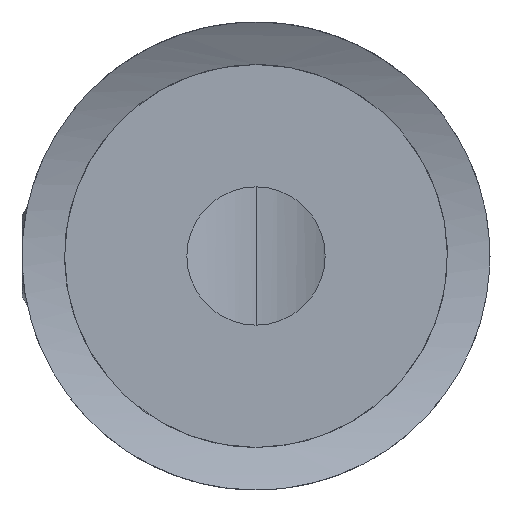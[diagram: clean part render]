
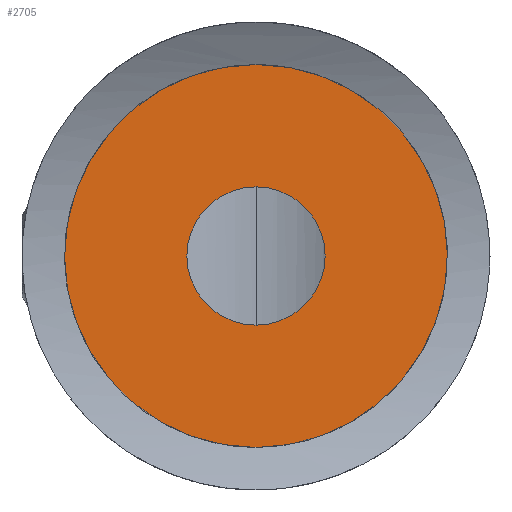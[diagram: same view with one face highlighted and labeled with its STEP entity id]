
A CAD part, left-side view. The second image highlights one B-rep face of the part: STEP entity #2705.
In plain terms, the highlighted planar face has unit normal (-1, 0, 0).
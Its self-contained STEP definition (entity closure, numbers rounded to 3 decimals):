
#118 = CARTESIAN_POINT ( 'NONE',  ( 8.5, 0., -9. ) ) ;
#298 = CIRCLE ( 'NONE', #2995, 9. ) ;
#336 = CIRCLE ( 'NONE', #2317, 3.25 ) ;
#367 = CARTESIAN_POINT ( 'NONE',  ( 8.5, 0., 0. ) ) ;
#371 = CARTESIAN_POINT ( 'NONE',  ( 8.5, 0., -3.25 ) ) ;
#508 = EDGE_LOOP ( 'NONE', ( #2553, #2645 ) ) ;
#596 = DIRECTION ( 'NONE',  ( 0., 0., 1. ) ) ;
#609 = VERTEX_POINT ( 'NONE', #118 ) ;
#624 = DIRECTION ( 'NONE',  ( 1., 0., 0. ) ) ;
#625 = EDGE_CURVE ( 'NONE', #609, #1746, #1887, .T. ) ;
#643 = CARTESIAN_POINT ( 'NONE',  ( 8.5, 0., 3.25 ) ) ;
#723 = EDGE_CURVE ( 'NONE', #2233, #1224, #336, .T. ) ;
#741 = AXIS2_PLACEMENT_3D ( 'NONE', #934, #2818, #2081 ) ;
#804 = CARTESIAN_POINT ( 'NONE',  ( 8.5, 0., 0. ) ) ;
#850 = DIRECTION ( 'NONE',  ( -1., 0., 0. ) ) ;
#892 = FACE_BOUND ( 'NONE', #2807, .T. ) ;
#898 = DIRECTION ( 'NONE',  ( 0., 0., 1. ) ) ;
#909 = CARTESIAN_POINT ( 'NONE',  ( 8.5, 0., 0. ) ) ;
#934 = CARTESIAN_POINT ( 'NONE',  ( 8.5, 0., 0. ) ) ;
#1009 = EDGE_CURVE ( 'NONE', #1224, #2233, #2533, .T. ) ;
#1073 = DIRECTION ( 'NONE',  ( 0., 0., -1. ) ) ;
#1133 = EDGE_CURVE ( 'NONE', #1746, #609, #298, .T. ) ;
#1224 = VERTEX_POINT ( 'NONE', #371 ) ;
#1226 = DIRECTION ( 'NONE',  ( 0., 0., 1. ) ) ;
#1574 = ORIENTED_EDGE ( 'NONE', *, *, #1009, .F. ) ;
#1713 = FACE_OUTER_BOUND ( 'NONE', #508, .T. ) ;
#1715 = DIRECTION ( 'NONE',  ( -1., 0., 0. ) ) ;
#1746 = VERTEX_POINT ( 'NONE', #2796 ) ;
#1887 = CIRCLE ( 'NONE', #2743, 9. ) ;
#2081 = DIRECTION ( 'NONE',  ( 0., 0., 1. ) ) ;
#2233 = VERTEX_POINT ( 'NONE', #643 ) ;
#2317 = AXIS2_PLACEMENT_3D ( 'NONE', #909, #2474, #898 ) ;
#2438 = CARTESIAN_POINT ( 'NONE',  ( 8.5, 3.25, 0. ) ) ;
#2474 = DIRECTION ( 'NONE',  ( -1., 0., 0. ) ) ;
#2533 = CIRCLE ( 'NONE', #741, 3.25 ) ;
#2553 = ORIENTED_EDGE ( 'NONE', *, *, #1133, .T. ) ;
#2630 = ORIENTED_EDGE ( 'NONE', *, *, #723, .F. ) ;
#2645 = ORIENTED_EDGE ( 'NONE', *, *, #625, .T. ) ;
#2705 = ADVANCED_FACE ( 'NONE', ( #892, #1713 ), #2899, .F. ) ;
#2743 = AXIS2_PLACEMENT_3D ( 'NONE', #367, #850, #596 ) ;
#2796 = CARTESIAN_POINT ( 'NONE',  ( 8.5, 0., 9. ) ) ;
#2807 = EDGE_LOOP ( 'NONE', ( #2630, #1574 ) ) ;
#2818 = DIRECTION ( 'NONE',  ( -1., 0., 0. ) ) ;
#2889 = AXIS2_PLACEMENT_3D ( 'NONE', #2438, #624, #1073 ) ;
#2899 = PLANE ( 'NONE',  #2889 ) ;
#2995 = AXIS2_PLACEMENT_3D ( 'NONE', #804, #1715, #1226 ) ;
